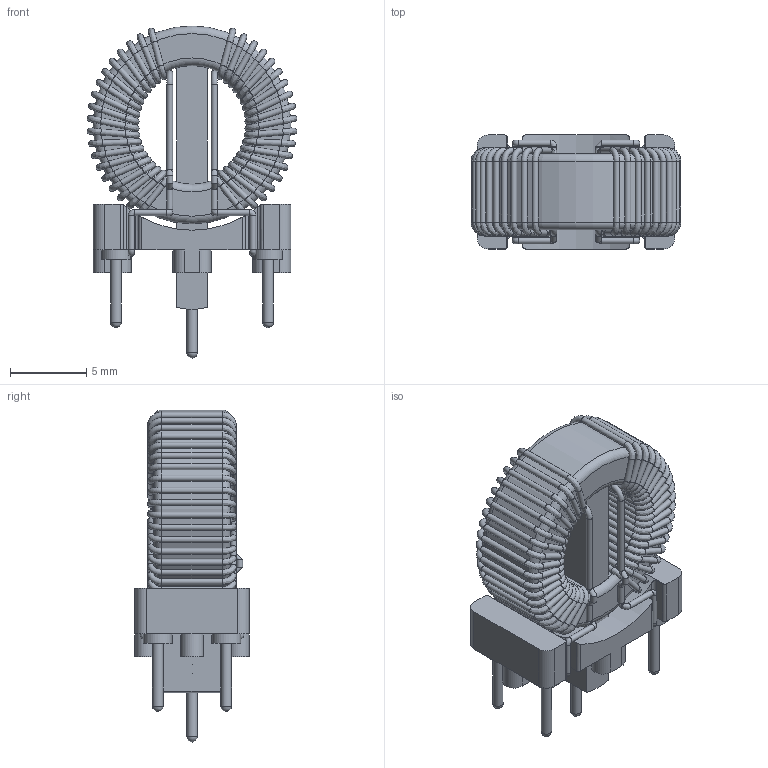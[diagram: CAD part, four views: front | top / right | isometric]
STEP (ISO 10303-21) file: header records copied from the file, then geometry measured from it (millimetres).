
FILE_DESCRIPTION( ( 'Unknown' ), '1' );
FILE_NAME( '744821240.stp', 'Unknown', ( 'Unknown' ), ( 'Unknown' ), 'XStep 1.0', 'Unknown', ' ' );
FILE_SCHEMA( ( 'automotive_design' ) );
Length unit declared in the file: millimetre
Products named in the file (7): Assem1; Base; Steg; Pin
Bounding box: 13.79 x 7.5 x 21.82 mm (x, y, z)
Volume: 1582 mm3; surface area: 3658.5 mm2
Topology: 15 solids, 15 shells, 990 faces, 2125 edges, 1146 vertices
Faces by surface type: cylinder 448, torus 224, plane 161, bspline 152, sphere 5
Full cylindrical faces by diameter (mm): 0.4 x372, 0.7 x5, 1.9 x5, 7.8 x2, 13 x2
Entity records: 25420 total; most frequent: CARTESIAN_POINT 12986, DIRECTION 1886, ORIENTED_EDGE 1268, EDGE_LOOP 858, AXIS2_PLACEMENT_3D 854, FACE_OUTER_BOUND 850, EDGE_CURVE 634, VERTEX_POINT 542
